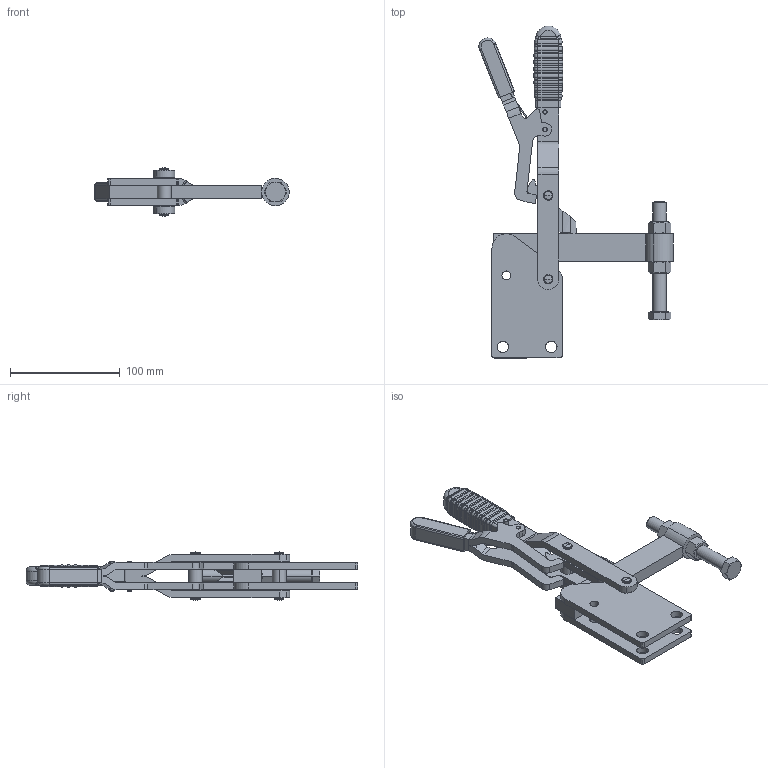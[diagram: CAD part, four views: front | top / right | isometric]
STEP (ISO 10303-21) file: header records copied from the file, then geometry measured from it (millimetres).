
FILE_DESCRIPTION((''),'2;1');
FILE_NAME('MG1S-SL.stp','2009-11-24T14:51:00',('David'),(''),'Autodesk Inventor 8','Autodesk Inventor 8','');
FILE_SCHEMA(('AUTOMOTIVE_DESIGN { 1 0 10303 214 1 1 1 1 }'));
Length unit declared in the file: millimetre
Products named in the file (7): MG1S-SL; MG1-SL SIDEPLATE ASSEMBLY; MG1-SL S-BAR ASSEMBLY; MG1-SL HANDLE ASSEMBLY; MG1-SL LINK ASSEMBLY; MG1-SL LEVER ASSEMBLY; ISO 4017  (Regular Thread) M12 x 100
Assembly tree (6 placements, depth 2):
  MG1S-SL
    MG1-SL SIDEPLATE ASSEMBLY
    MG1-SL S-BAR ASSEMBLY
    MG1-SL HANDLE ASSEMBLY
    MG1-SL LINK ASSEMBLY
    MG1-SL LEVER ASSEMBLY
    ISO 4017  (Regular Thread) M12 x 100
Bounding box: 176.91 x 302.18 x 44 mm (x, y, z)
Volume: 275350.3 mm3; surface area: 101487.7 mm2
Topology: 7 solids, 7 shells, 641 faces, 1613 edges, 1006 vertices
Faces by surface type: cylinder 248, bspline 214, plane 115, cone 38, torus 22, sphere 4
Entity records: 24426 total; most frequent: CARTESIAN_POINT 9109, DIRECTION 3291, ORIENTED_EDGE 3210, EDGE_CURVE 1605, AXIS2_PLACEMENT_3D 1340, VERTEX_POINT 1006, CIRCLE 900, EDGE_LOOP 705
